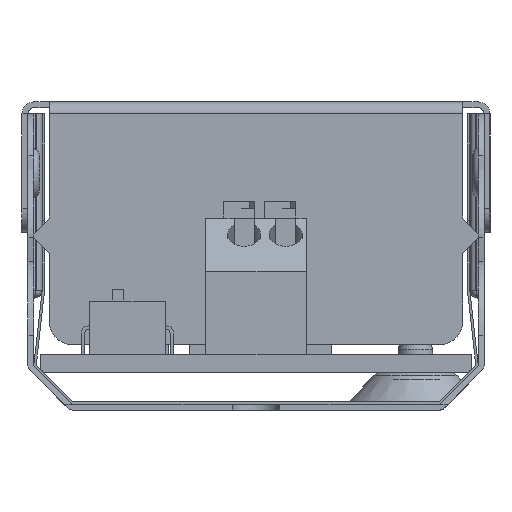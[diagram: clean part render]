
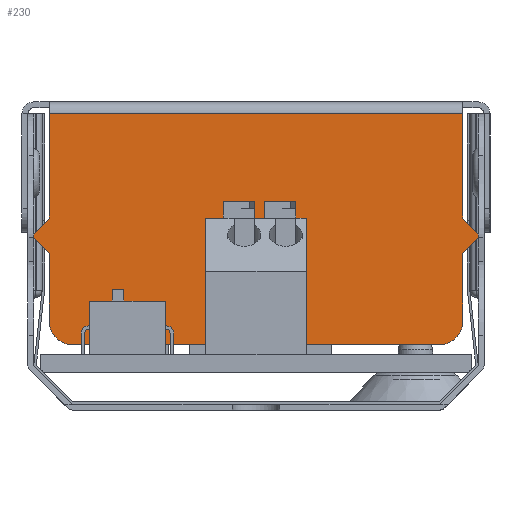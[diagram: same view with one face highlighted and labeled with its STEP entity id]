
A CAD part, left-side view. The second image highlights one B-rep face of the part: STEP entity #230.
In plain terms, the highlighted planar face has unit normal (-1, 0, 0).
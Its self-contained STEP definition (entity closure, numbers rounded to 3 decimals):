
#230=ADVANCED_FACE('',(#2094),#2096,.T.);
#2094=FACE_BOUND('',#2095,.T.);
#2095=EDGE_LOOP('',(#5261,#5262,#5263,#5264,#5265,#5266,#5267,#5268,#5269,#5270,
#5271,#5272,#5273,#5274));
#2096=PLANE('',#2097);
#2097=AXIS2_PLACEMENT_3D('',#2098,#2099,#2100);
#2098=CARTESIAN_POINT('',(-72.5,-17.45,5.5));
#2099=DIRECTION('',(-1.,0.,0.));
#2100=DIRECTION('',(0.,0.,1.));
#5261=ORIENTED_EDGE('',*,*,#7337,.F.);
#5262=ORIENTED_EDGE('',*,*,#7338,.F.);
#5263=ORIENTED_EDGE('',*,*,#7339,.F.);
#5264=ORIENTED_EDGE('',*,*,#7340,.T.);
#5265=ORIENTED_EDGE('',*,*,#7341,.T.);
#5266=ORIENTED_EDGE('',*,*,#7029,.T.);
#5267=ORIENTED_EDGE('',*,*,#7342,.T.);
#5268=ORIENTED_EDGE('',*,*,#7343,.T.);
#5269=ORIENTED_EDGE('',*,*,#7344,.T.);
#5270=ORIENTED_EDGE('',*,*,#7345,.F.);
#5271=ORIENTED_EDGE('',*,*,#7346,.T.);
#5272=ORIENTED_EDGE('',*,*,#6952,.T.);
#5273=ORIENTED_EDGE('',*,*,#7336,.T.);
#5274=ORIENTED_EDGE('',*,*,#7347,.F.);
#6952=EDGE_CURVE('',#8437,#8435,#8438,.T.);
#7029=EDGE_CURVE('',#8576,#8574,#8577,.T.);
#7336=EDGE_CURVE('',#8435,#9070,#9072,.T.);
#7337=EDGE_CURVE('',#9073,#9074,#9075,.F.);
#7338=EDGE_CURVE('',#9076,#9073,#9077,.T.);
#7339=EDGE_CURVE('',#9078,#9076,#9079,.F.);
#7340=EDGE_CURVE('',#9078,#9080,#9081,.T.);
#7341=EDGE_CURVE('',#9080,#8576,#9082,.T.);
#7342=EDGE_CURVE('',#8574,#9083,#9084,.T.);
#7343=EDGE_CURVE('',#9083,#9085,#9086,.T.);
#7344=EDGE_CURVE('',#9085,#9087,#9088,.T.);
#7345=EDGE_CURVE('',#9089,#9087,#9090,.T.);
#7346=EDGE_CURVE('',#9089,#8437,#9091,.T.);
#7347=EDGE_CURVE('',#9074,#9070,#9092,.T.);
#8435=VERTEX_POINT('',#11417);
#8437=VERTEX_POINT('',#11421);
#8438=LINE('',#11422,#11423);
#8574=VERTEX_POINT('',#11736);
#8576=VERTEX_POINT('',#11740);
#8577=LINE('',#11741,#11742);
#9070=VERTEX_POINT('',#12997);
#9072=LINE('',#13001,#13002);
#9073=VERTEX_POINT('',#13004);
#9074=VERTEX_POINT('',#13005);
#9075=CIRCLE('',#13006,2.);
#9076=VERTEX_POINT('',#13010);
#9077=LINE('',#13011,#13012);
#9078=VERTEX_POINT('',#13014);
#9079=CIRCLE('',#13015,2.);
#9080=VERTEX_POINT('',#13019);
#9081=LINE('',#13020,#13021);
#9082=LINE('',#13023,#13024);
#9083=VERTEX_POINT('',#13026);
#9084=LINE('',#13027,#13028);
#9085=VERTEX_POINT('',#13030);
#9086=LINE('',#13031,#13032);
#9087=VERTEX_POINT('',#13034);
#9088=LINE('',#13035,#13036);
#9089=VERTEX_POINT('',#13038);
#9090=LINE('',#13039,#13040);
#9091=LINE('',#13042,#13043);
#9092=LINE('',#13045,#13046);
#11417=CARTESIAN_POINT('',(-72.5,18.75,14.6));
#11421=CARTESIAN_POINT('',(-72.5,18.75,14.814));
#11422=CARTESIAN_POINT('',(-72.5,18.75,14.814));
#11423=VECTOR('',#11424,1.);
#11424=DIRECTION('',(0.,0.,-1.));
#11736=CARTESIAN_POINT('',(-72.5,-18.75,14.814));
#11740=CARTESIAN_POINT('',(-72.5,-18.75,14.6));
#11741=CARTESIAN_POINT('',(-72.5,-18.75,14.6));
#11742=VECTOR('',#11743,1.);
#11743=DIRECTION('',(0.,0.,1.));
#12997=CARTESIAN_POINT('',(-72.5,17.45,13.207));
#13001=CARTESIAN_POINT('',(-72.5,18.75,14.6));
#13002=VECTOR('',#13003,1.);
#13003=DIRECTION('',(0.,-0.682,-0.731));
#13004=CARTESIAN_POINT('',(-72.5,15.45,5.5));
#13005=CARTESIAN_POINT('',(-72.5,17.45,7.5));
#13006=AXIS2_PLACEMENT_3D('',#13007,#13008,#13009);
#13007=CARTESIAN_POINT('',(-72.5,15.45,7.5));
#13008=DIRECTION('',(-1.,0.,0.));
#13009=DIRECTION('',(0.,1.,0.));
#13010=CARTESIAN_POINT('',(-72.5,-15.45,5.5));
#13011=CARTESIAN_POINT('',(-72.5,-15.45,5.5));
#13012=VECTOR('',#13013,1.);
#13013=DIRECTION('',(0.,1.,0.));
#13014=CARTESIAN_POINT('',(-72.5,-17.45,7.5));
#13015=AXIS2_PLACEMENT_3D('',#13016,#13017,#13018);
#13016=CARTESIAN_POINT('',(-72.5,-15.45,7.5));
#13017=DIRECTION('',(-1.,0.,0.));
#13018=DIRECTION('',(0.,0.,-1.));
#13019=CARTESIAN_POINT('',(-72.5,-17.45,13.207));
#13020=CARTESIAN_POINT('',(-72.5,-17.45,7.5));
#13021=VECTOR('',#13022,1.);
#13022=DIRECTION('',(0.,0.,1.));
#13023=CARTESIAN_POINT('',(-72.5,-17.45,13.207));
#13024=VECTOR('',#13025,1.);
#13025=DIRECTION('',(0.,-0.682,0.731));
#13026=CARTESIAN_POINT('',(-72.5,-17.45,16.207));
#13027=CARTESIAN_POINT('',(-72.5,-18.75,14.814));
#13028=VECTOR('',#13029,1.);
#13029=DIRECTION('',(0.,0.682,0.731));
#13030=CARTESIAN_POINT('',(-72.5,-17.45,25.));
#13031=CARTESIAN_POINT('',(-72.5,-17.45,16.207));
#13032=VECTOR('',#13033,1.);
#13033=DIRECTION('',(0.,0.,1.));
#13034=CARTESIAN_POINT('',(-72.5,17.45,25.));
#13035=CARTESIAN_POINT('',(-72.5,-17.45,25.));
#13036=VECTOR('',#13037,1.);
#13037=DIRECTION('',(0.,1.,0.));
#13038=CARTESIAN_POINT('',(-72.5,17.45,16.207));
#13039=CARTESIAN_POINT('',(-72.5,17.45,16.207));
#13040=VECTOR('',#13041,1.);
#13041=DIRECTION('',(0.,0.,1.));
#13042=CARTESIAN_POINT('',(-72.5,17.45,16.207));
#13043=VECTOR('',#13044,1.);
#13044=DIRECTION('',(0.,0.682,-0.731));
#13045=CARTESIAN_POINT('',(-72.5,17.45,7.5));
#13046=VECTOR('',#13047,1.);
#13047=DIRECTION('',(0.,0.,1.));
